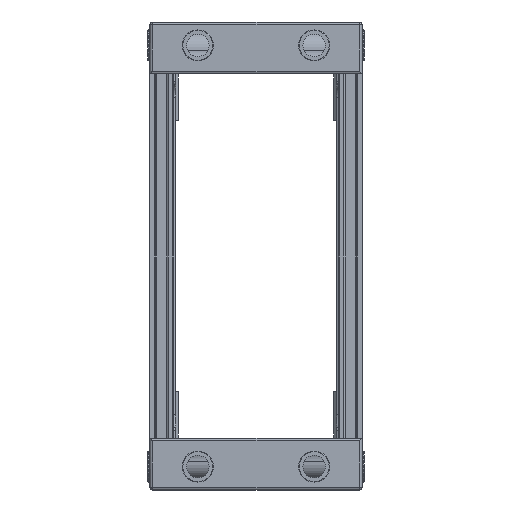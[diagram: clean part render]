
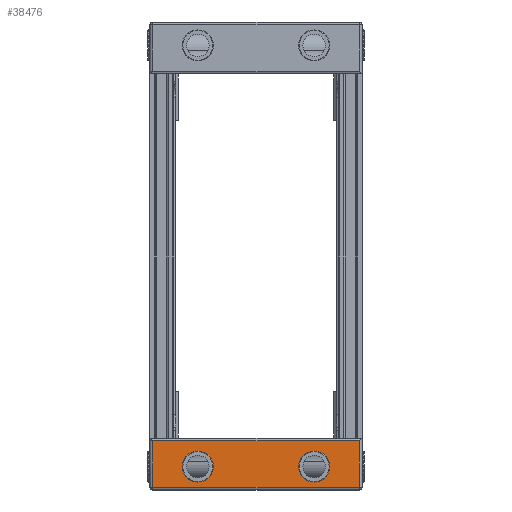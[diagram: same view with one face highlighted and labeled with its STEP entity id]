
A CAD part, left-side view. The second image highlights one B-rep face of the part: STEP entity #38476.
In plain terms, the highlighted planar face has unit normal (-1, 0, 0).
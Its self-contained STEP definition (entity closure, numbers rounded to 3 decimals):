
#396 = VERTEX_POINT ( 'NONE', #46337 ) ;
#5694 = EDGE_CURVE ( 'NONE', #62567, #35690, #100885, .T. ) ;
#5872 = CARTESIAN_POINT ( 'NONE',  ( -174.752, 22.597, -186.585 ) ) ;
#6123 = VECTOR ( 'NONE', #60679, 1000. ) ;
#7196 = CARTESIAN_POINT ( 'NONE',  ( -174.752, -39.916, -306.076 ) ) ;
#9631 = EDGE_CURVE ( 'NONE', #35690, #60319, #114345, .T. ) ;
#11923 = DIRECTION ( 'NONE',  ( -1., 0., 0. ) ) ;
#12767 = AXIS2_PLACEMENT_3D ( 'NONE', #5872, #80506, #50230 ) ;
#14066 = CIRCLE ( 'NONE', #98927, 6. ) ;
#16635 = FACE_BOUND ( 'NONE', #123017, .T. ) ;
#17986 = EDGE_CURVE ( 'NONE', #396, #128238, #14066, .T. ) ;
#18995 = CARTESIAN_POINT ( 'NONE',  ( -174.752, 40.11, -306.076 ) ) ;
#19000 = CARTESIAN_POINT ( 'NONE',  ( -174.752, 28.597, -186.585 ) ) ;
#20354 = DIRECTION ( 'NONE',  ( 0., 1., 0. ) ) ;
#20905 = CIRCLE ( 'NONE', #108857, 6. ) ;
#21996 = ORIENTED_EDGE ( 'NONE', *, *, #17986, .F. ) ;
#22377 = DIRECTION ( 'NONE',  ( 0., 1., 0. ) ) ;
#22480 = CARTESIAN_POINT ( 'NONE',  ( -174.752, -39.916, -194.635 ) ) ;
#22907 = AXIS2_PLACEMENT_3D ( 'NONE', #124147, #72734, #20354 ) ;
#23895 = ORIENTED_EDGE ( 'NONE', *, *, #9631, .F. ) ;
#24475 = EDGE_CURVE ( 'NONE', #62567, #58094, #83525, .T. ) ;
#25332 = ORIENTED_EDGE ( 'NONE', *, *, #5694, .F. ) ;
#26338 = EDGE_LOOP ( 'NONE', ( #129822, #21996 ) ) ;
#26391 = CARTESIAN_POINT ( 'NONE',  ( -174.752, 16.597, -186.585 ) ) ;
#30093 = VERTEX_POINT ( 'NONE', #19000 ) ;
#32135 = CARTESIAN_POINT ( 'NONE',  ( -174.752, 41.12, -176.535 ) ) ;
#33575 = LINE ( 'NONE', #18995, #46515 ) ;
#34331 = EDGE_CURVE ( 'NONE', #58094, #60319, #33575, .T. ) ;
#34368 = EDGE_CURVE ( 'NONE', #30093, #104446, #64259, .T. ) ;
#35690 = VERTEX_POINT ( 'NONE', #22480 ) ;
#38476 = ADVANCED_FACE ( 'NONE', ( #16635, #82902, #112014 ), #45301, .T. ) ;
#40827 = EDGE_CURVE ( 'NONE', #104446, #30093, #97690, .T. ) ;
#41397 = DIRECTION ( 'NONE',  ( 0., 1., 0. ) ) ;
#45301 = PLANE ( 'NONE',  #57312 ) ;
#46337 = CARTESIAN_POINT ( 'NONE',  ( -174.752, -28.403, -186.585 ) ) ;
#46515 = VECTOR ( 'NONE', #108443, 1000. ) ;
#50230 = DIRECTION ( 'NONE',  ( 0., 1., 0. ) ) ;
#50886 = DIRECTION ( 'NONE',  ( 0., 0., -1. ) ) ;
#53328 = DIRECTION ( 'NONE',  ( 0., 1., 0. ) ) ;
#57312 = AXIS2_PLACEMENT_3D ( 'NONE', #96292, #119688, #57875 ) ;
#57875 = DIRECTION ( 'NONE',  ( 0., 1., 0. ) ) ;
#58094 = VERTEX_POINT ( 'NONE', #94246 ) ;
#59340 = CARTESIAN_POINT ( 'NONE',  ( -174.752, 41.11, -194.635 ) ) ;
#60319 = VERTEX_POINT ( 'NONE', #124368 ) ;
#60679 = DIRECTION ( 'NONE',  ( 0., 1., 0. ) ) ;
#62567 = VERTEX_POINT ( 'NONE', #65855 ) ;
#64259 = CIRCLE ( 'NONE', #12767, 6. ) ;
#65855 = CARTESIAN_POINT ( 'NONE',  ( -174.752, -39.916, -176.535 ) ) ;
#72477 = EDGE_LOOP ( 'NONE', ( #23895, #25332, #87328, #109139 ) ) ;
#72734 = DIRECTION ( 'NONE',  ( -1., 0., 0. ) ) ;
#73405 = VECTOR ( 'NONE', #50886, 1000. ) ;
#75614 = CARTESIAN_POINT ( 'NONE',  ( -174.752, -22.403, -186.585 ) ) ;
#80506 = DIRECTION ( 'NONE',  ( -1., 0., 0. ) ) ;
#82902 = FACE_BOUND ( 'NONE', #26338, .T. ) ;
#83525 = LINE ( 'NONE', #32135, #130291 ) ;
#87328 = ORIENTED_EDGE ( 'NONE', *, *, #24475, .T. ) ;
#93213 = EDGE_CURVE ( 'NONE', #128238, #396, #20905, .T. ) ;
#94246 = CARTESIAN_POINT ( 'NONE',  ( -174.752, 40.11, -176.535 ) ) ;
#96029 = CARTESIAN_POINT ( 'NONE',  ( -174.752, -22.403, -186.585 ) ) ;
#96292 = CARTESIAN_POINT ( 'NONE',  ( -174.752, 41.11, -306.076 ) ) ;
#97690 = CIRCLE ( 'NONE', #22907, 6. ) ;
#98927 = AXIS2_PLACEMENT_3D ( 'NONE', #96029, #114018, #41397 ) ;
#100885 = LINE ( 'NONE', #7196, #73405 ) ;
#104446 = VERTEX_POINT ( 'NONE', #26391 ) ;
#108443 = DIRECTION ( 'NONE',  ( 0., 0., -1. ) ) ;
#108857 = AXIS2_PLACEMENT_3D ( 'NONE', #75614, #11923, #22377 ) ;
#109139 = ORIENTED_EDGE ( 'NONE', *, *, #34331, .T. ) ;
#112014 = FACE_OUTER_BOUND ( 'NONE', #72477, .T. ) ;
#114018 = DIRECTION ( 'NONE',  ( -1., 0., 0. ) ) ;
#114345 = LINE ( 'NONE', #59340, #6123 ) ;
#119688 = DIRECTION ( 'NONE',  ( -1., 0., 0. ) ) ;
#122750 = CARTESIAN_POINT ( 'NONE',  ( -174.752, -16.403, -186.585 ) ) ;
#123017 = EDGE_LOOP ( 'NONE', ( #126331, #133733 ) ) ;
#124147 = CARTESIAN_POINT ( 'NONE',  ( -174.752, 22.597, -186.585 ) ) ;
#124368 = CARTESIAN_POINT ( 'NONE',  ( -174.752, 40.11, -194.635 ) ) ;
#126331 = ORIENTED_EDGE ( 'NONE', *, *, #34368, .F. ) ;
#128238 = VERTEX_POINT ( 'NONE', #122750 ) ;
#129822 = ORIENTED_EDGE ( 'NONE', *, *, #93213, .F. ) ;
#130291 = VECTOR ( 'NONE', #53328, 1000. ) ;
#133733 = ORIENTED_EDGE ( 'NONE', *, *, #40827, .F. ) ;
